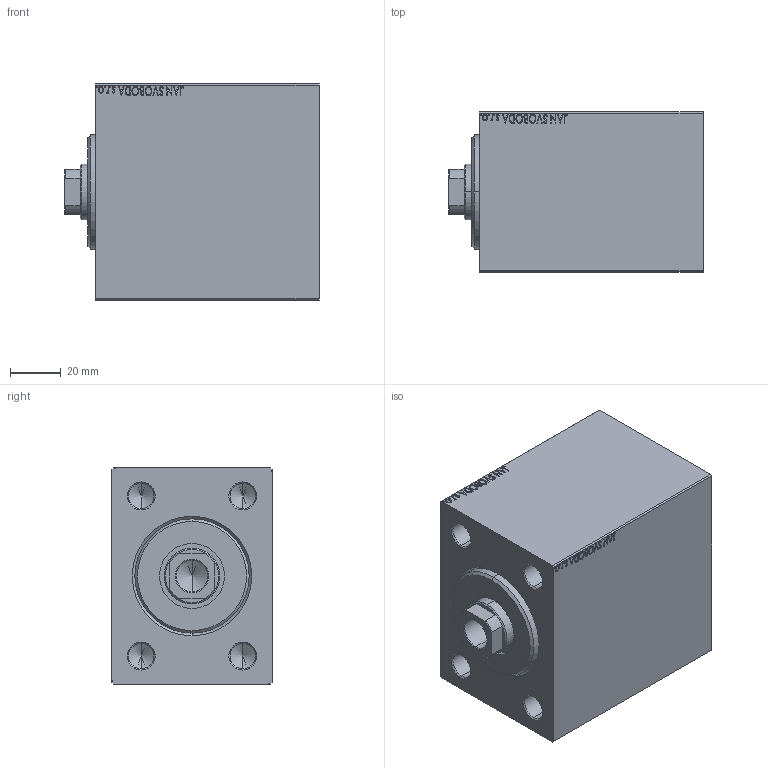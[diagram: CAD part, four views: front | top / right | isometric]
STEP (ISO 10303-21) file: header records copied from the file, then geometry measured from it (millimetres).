
FILE_DESCRIPTION (( 'STEP AP203' ), '1' );
FILE_NAME ('9f4e.STEP', '2021-03-19T01:22:58', ( '' ), ( '' ), 'SwSTEP 2.0', 'SolidWorks 2019', '' );
FILE_SCHEMA (( 'CONFIG_CONTROL_DESIGN' ));
Length unit declared in the file: millimetre
Products named in the file (4): 9f4e; V450CM_B e3ffc0ae4774bc4e34e9226423ed1445; V450CM_B_VCP e3ffc0ae4774bc4e34e9226423ed1445; V450CM_VC_B e3ffc0ae4774bc4e34e9226423ed1445
Assembly tree (3 placements, depth 2):
  9f4e
    V450CM_B e3ffc0ae4774bc4e34e9226423ed1445
    V450CM_B_VCP e3ffc0ae4774bc4e34e9226423ed1445
    V450CM_VC_B e3ffc0ae4774bc4e34e9226423ed1445
Bounding box: 100 x 63 x 85 mm (x, y, z)
Volume: 437606.9 mm3; surface area: 73353.6 mm2
Topology: 3 solids, 3 shells, 874 faces, 2236 edges, 1465 vertices
Faces by surface type: plane 400, bspline 380, cylinder 48, cone 46
Entity records: 44064 total; most frequent: CARTESIAN_POINT 25063, ORIENTED_EDGE 4436, DIRECTION 2578, EDGE_CURVE 2218, VERTEX_POINT 1465, LINE 1322, VECTOR 1322, EDGE_LOOP 991
